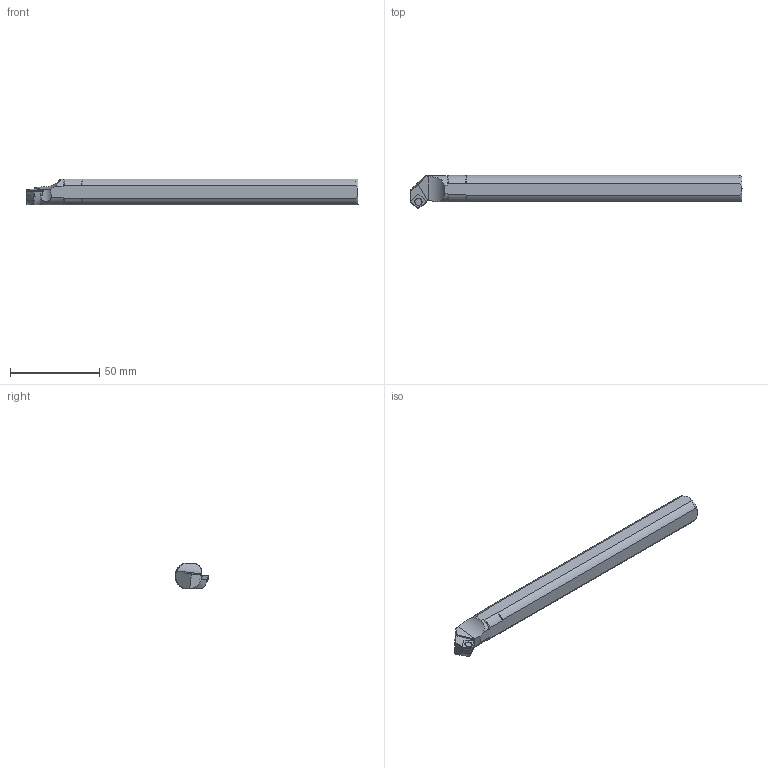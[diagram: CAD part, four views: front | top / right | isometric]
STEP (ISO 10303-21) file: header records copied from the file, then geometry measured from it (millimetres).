
FILE_DESCRIPTION(/* description */ (''),/* implementation_level */ '2;1');
FILE_NAME(/* name */ 'S16QSCXCR06_SIM.stp',/* time_stamp */ '2023-09-13T09:36:26+02:00',/* author */ (''),/* organization */ (''),/* preprocessor_version */ 'ST-DEVELOPER v18.102',/* originating_system */ 'SIEMENS PLM Software NX 2027',/* authorisation */ '');
FILE_SCHEMA (('AUTOMOTIVE_DESIGN { 1 0 10303 214 3 1 1 1 }'));
Length unit declared in the file: millimetre
Products named in the file (1): model1
Bounding box: 185.77 x 18.86 x 14.5 mm (x, y, z)
Volume: 33613.7 mm3; surface area: 9425.7 mm2
Topology: 2 solids, 2 shells, 56 faces, 150 edges, 99 vertices
Faces by surface type: plane 16, cone 16, cylinder 13, torus 11
Full cylindrical faces by diameter (mm): 2.8 x1, 4.1 x1
Entity records: 1968 total; most frequent: CARTESIAN_POINT 588, ORIENTED_EDGE 290, DIRECTION 266, EDGE_CURVE 145, AXIS2_PLACEMENT_3D 109, VERTEX_POINT 99, EDGE_LOOP 64, ADVANCED_FACE 56
